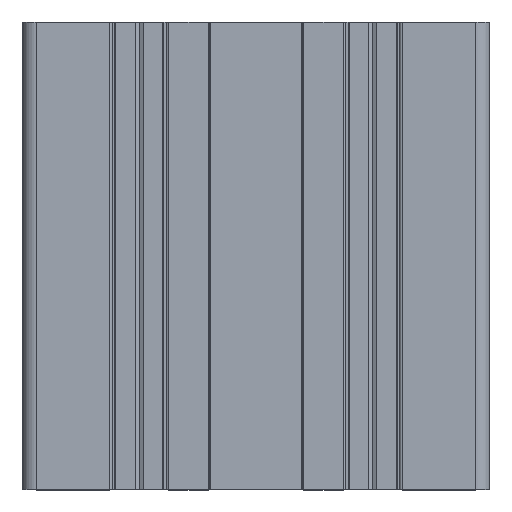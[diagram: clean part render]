
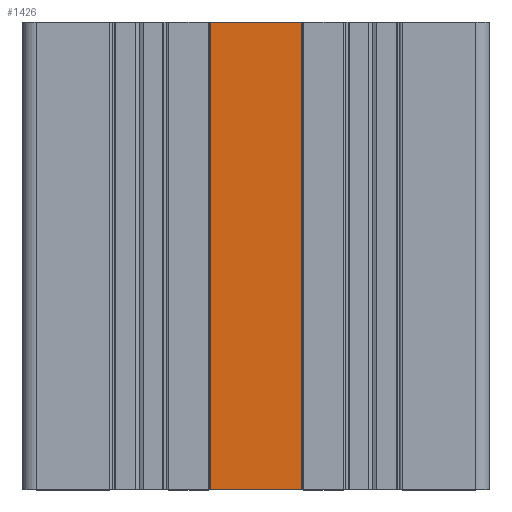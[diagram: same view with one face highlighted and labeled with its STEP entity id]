
A CAD part, top view. The second image highlights one B-rep face of the part: STEP entity #1426.
In plain terms, the highlighted planar face has unit normal (0, 0, 1).
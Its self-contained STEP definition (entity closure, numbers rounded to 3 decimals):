
#1426 = ADVANCED_FACE( '', ( #2960 ), #2961, .T. );
#2960 = FACE_OUTER_BOUND( '', #4599, .T. );
#2961 = PLANE( '', #4600 );
#4599 = EDGE_LOOP( '', ( #8915, #8916, #8917, #8918 ) );
#4600 = AXIS2_PLACEMENT_3D( '', #8919, #8920, #8921 );
#8915 = ORIENTED_EDGE( '', *, *, #10709, .F. );
#8916 = ORIENTED_EDGE( '', *, *, #11904, .F. );
#8917 = ORIENTED_EDGE( '', *, *, #12201, .T. );
#8918 = ORIENTED_EDGE( '', *, *, #11177, .T. );
#8919 = CARTESIAN_POINT( '', ( 9.8, 100., 49. ) );
#8920 = DIRECTION( '', ( 0., 0., 1. ) );
#8921 = DIRECTION( '', ( 1., 0., 0. ) );
#10709 = EDGE_CURVE( '', #13268, #13270, #13271, .T. );
#11177 = EDGE_CURVE( '', #14024, #13270, #14025, .T. );
#11904 = EDGE_CURVE( '', #15026, #13268, #15028, .T. );
#12201 = EDGE_CURVE( '', #15026, #14024, #15390, .T. );
#13268 = VERTEX_POINT( '', #16716 );
#13270 = VERTEX_POINT( '', #16718 );
#13271 = LINE( '', #16719, #16720 );
#14024 = VERTEX_POINT( '', #17751 );
#14025 = LINE( '', #17752, #17753 );
#15026 = VERTEX_POINT( '', #19159 );
#15028 = LINE( '', #19161, #19162 );
#15390 = LINE( '', #19653, #19654 );
#16716 = CARTESIAN_POINT( '', ( 9.8, 0., 49. ) );
#16718 = CARTESIAN_POINT( '', ( -9.8, 0., 49. ) );
#16719 = CARTESIAN_POINT( '', ( 9.8, 0., 49. ) );
#16720 = VECTOR( '', #20786, 1000. );
#17751 = CARTESIAN_POINT( '', ( -9.8, 100., 49. ) );
#17752 = CARTESIAN_POINT( '', ( -9.8, 100., 49. ) );
#17753 = VECTOR( '', #21359, 1000. );
#19159 = CARTESIAN_POINT( '', ( 9.8, 100., 49. ) );
#19161 = CARTESIAN_POINT( '', ( 9.8, 100., 49. ) );
#19162 = VECTOR( '', #22053, 1000. );
#19653 = CARTESIAN_POINT( '', ( 9.8, 100., 49. ) );
#19654 = VECTOR( '', #22336, 1000. );
#20786 = DIRECTION( '', ( -1., 0., 0. ) );
#21359 = DIRECTION( '', ( 0., -1., 0. ) );
#22053 = DIRECTION( '', ( 0., -1., 0. ) );
#22336 = DIRECTION( '', ( -1., 0., 0. ) );
